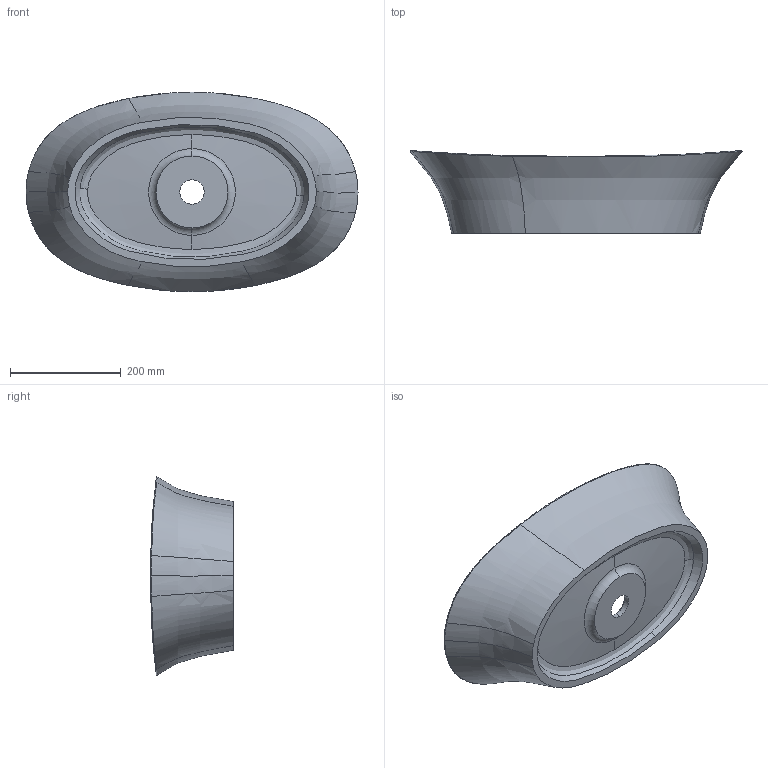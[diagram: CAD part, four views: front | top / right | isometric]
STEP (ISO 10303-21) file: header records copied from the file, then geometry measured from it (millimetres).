
FILE_DESCRIPTION (( 'STEP AP203' ), '1' );
FILE_NAME ('6301350610.STEP', '2020-12-16T22:28:34', ( '' ), ( '' ), 'SwSTEP 2.0', 'SolidWorks 2019', '' );
FILE_SCHEMA (( 'CONFIG_CONTROL_DESIGN' ));
Length unit declared in the file: millimetre
Products named in the file (1): 6301350610
Bounding box: 599.69 x 149.63 x 360.16 mm (x, y, z)
Volume: 4184664.4 mm3; surface area: 568593.6 mm2
Topology: 1 solids, 1 shells, 82 faces, 193 edges, 113 vertices
Faces by surface type: bspline 68, cone 6, torus 4, cylinder 2, plane 2
Entity records: 42474 total; most frequent: CARTESIAN_POINT 41078, ORIENTED_EDGE 386, EDGE_CURVE 193, B_SPLINE_CURVE_WITH_KNOTS 149, VERTEX_POINT 113, DIRECTION 86, EDGE_LOOP 84, FACE_OUTER_BOUND 82
